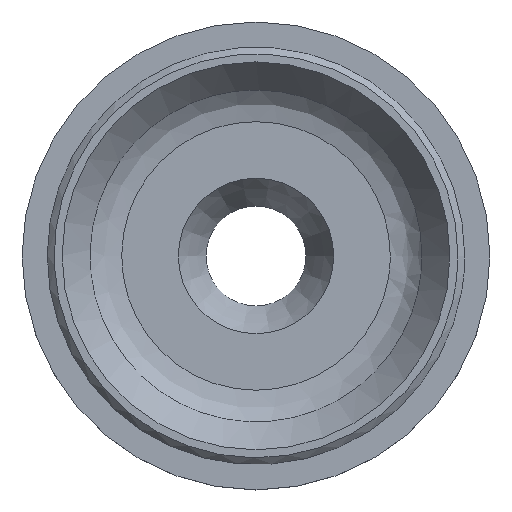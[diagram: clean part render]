
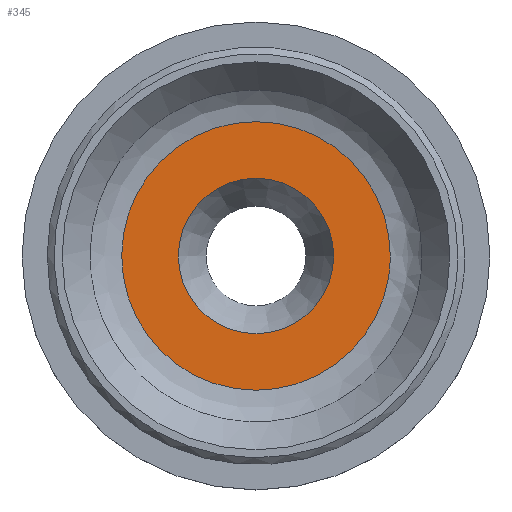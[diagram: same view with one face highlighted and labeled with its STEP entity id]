
A CAD part, top view. The second image highlights one B-rep face of the part: STEP entity #345.
In plain terms, the highlighted planar face has unit normal (0, 0, 1).
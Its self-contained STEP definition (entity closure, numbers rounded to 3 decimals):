
#253 = VERTEX_POINT('',#254);
#254 = CARTESIAN_POINT('',(3.358,0.,1.3));
#262 = EDGE_CURVE('',#253,#253,#263,.T.);
#263 = ( BOUNDED_CURVE() B_SPLINE_CURVE(14,(#264,#265,#266,#267,#268,
    #269,#270,#271,#272,#273,#274,#275,#276,#277,#278),.UNSPECIFIED.,.T.
,.F.) B_SPLINE_CURVE_WITH_KNOTS((15,15),(0.,24.19),
.PIECEWISE_BEZIER_KNOTS.) CURVE() GEOMETRIC_REPRESENTATION_ITEM() 
RATIONAL_B_SPLINE_CURVE((1.,1.,1.,1.,
    1.,1.,1.,1.,
    1.,1.,1.,1.,1.,1.,1.)) 
REPRESENTATION_ITEM('') );
#264 = CARTESIAN_POINT('',(3.358,0.,1.3));
#265 = CARTESIAN_POINT('',(3.358,1.485,1.3));
#266 = CARTESIAN_POINT('',(2.65,3.002,1.3));
#267 = CARTESIAN_POINT('',(1.186,4.155,1.3));
#268 = CARTESIAN_POINT('',(-0.811,4.534,1.3
    ));
#269 = CARTESIAN_POINT('',(-2.88,3.784,1.3
    ));
#270 = CARTESIAN_POINT('',(-4.269,2.298,1.3
    ));
#271 = CARTESIAN_POINT('',(-5.146,0.,1.3)
  );
#272 = CARTESIAN_POINT('',(-4.269,-2.298,1.3
    ));
#273 = CARTESIAN_POINT('',(-2.88,-3.784,1.3
    ));
#274 = CARTESIAN_POINT('',(-0.811,-4.534,
    1.3));
#275 = CARTESIAN_POINT('',(1.186,-4.155,1.3));
#276 = CARTESIAN_POINT('',(2.65,-3.002,1.3));
#277 = CARTESIAN_POINT('',(3.358,-1.485,1.3));
#278 = CARTESIAN_POINT('',(3.358,0.,1.3));
#345 = ADVANCED_FACE('',(#346,#349),#360,.T.);
#346 = FACE_BOUND('',#347,.T.);
#347 = EDGE_LOOP('',(#348));
#348 = ORIENTED_EDGE('',*,*,#262,.T.);
#349 = FACE_BOUND('',#350,.T.);
#350 = EDGE_LOOP('',(#351));
#351 = ORIENTED_EDGE('',*,*,#352,.F.);
#352 = EDGE_CURVE('',#353,#353,#355,.T.);
#353 = VERTEX_POINT('',#354);
#354 = CARTESIAN_POINT('',(1.943,0.,1.3));
#355 = CIRCLE('',#356,1.943);
#356 = AXIS2_PLACEMENT_3D('',#357,#358,#359);
#357 = CARTESIAN_POINT('',(0.,0.,1.3));
#358 = DIRECTION('',(0.,0.,1.));
#359 = DIRECTION('',(1.,0.,0.));
#360 = PLANE('',#361);
#361 = AXIS2_PLACEMENT_3D('',#362,#363,#364);
#362 = CARTESIAN_POINT('',(0.,0.,1.3));
#363 = DIRECTION('',(0.,0.,1.));
#364 = DIRECTION('',(0.,1.,0.));
